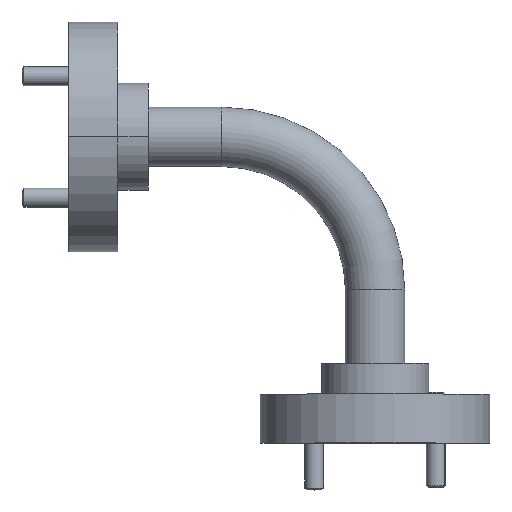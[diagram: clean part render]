
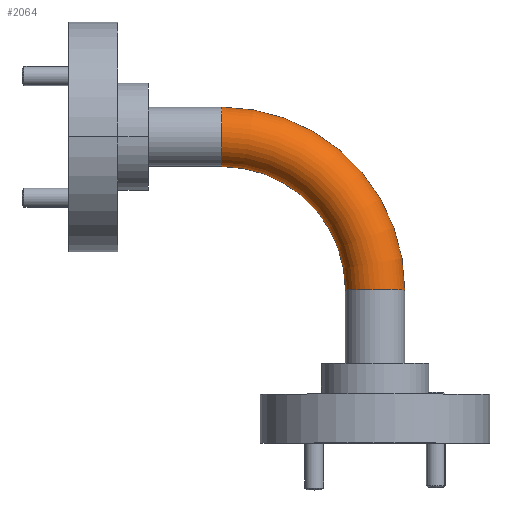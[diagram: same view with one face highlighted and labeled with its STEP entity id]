
A CAD part, top view. The second image highlights one B-rep face of the part: STEP entity #2064.
In plain terms, the highlighted toroidal (fillet/blend) face has major radius 12.7 mm and minor radius 2.464 mm.
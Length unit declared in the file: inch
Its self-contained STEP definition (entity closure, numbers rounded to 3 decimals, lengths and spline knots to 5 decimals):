
#136 = AXIS2_PLACEMENT_3D ( 'NONE', #3576, #2582, #2250 ) ;
#167 = AXIS2_PLACEMENT_3D ( 'NONE', #994, #2645, #1033 ) ;
#208 = AXIS2_PLACEMENT_3D ( 'NONE', #4338, #912, #2926 ) ;
#599 = CARTESIAN_POINT ( 'NONE',  ( -2.11322, 0.64363, 0.6964 ) ) ;
#677 = ORIENTED_EDGE ( 'NONE', *, *, #1863, .F. ) ;
#839 = AXIS2_PLACEMENT_3D ( 'NONE', #1749, #2058, #3861 ) ;
#872 = VERTEX_POINT ( 'NONE', #2037 ) ;
#912 = DIRECTION ( 'NONE',  ( 0., 0., -1. ) ) ;
#994 = CARTESIAN_POINT ( 'NONE',  ( -2.61322, 1.14363, 0.6964 ) ) ;
#1033 = DIRECTION ( 'NONE',  ( 0., 0., 1. ) ) ;
#1265 = CARTESIAN_POINT ( 'NONE',  ( -2.01622, 0.64363, 0.6964 ) ) ;
#1373 = ORIENTED_EDGE ( 'NONE', *, *, #3274, .T. ) ;
#1389 = TOROIDAL_SURFACE ( 'NONE', #839, 0.5, 0.097 ) ;
#1541 = AXIS2_PLACEMENT_3D ( 'NONE', #599, #3952, #2851 ) ;
#1564 = EDGE_CURVE ( 'NONE', #3443, #872, #3924, .T. ) ;
#1749 = CARTESIAN_POINT ( 'NONE',  ( -2.61322, 0.64363, 0.6964 ) ) ;
#1863 = EDGE_CURVE ( 'NONE', #872, #3279, #4314, .T. ) ;
#1878 = EDGE_CURVE ( 'NONE', #2994, #3279, #3528, .T. ) ;
#2037 = CARTESIAN_POINT ( 'NONE',  ( -2.61322, 1.24063, 0.6964 ) ) ;
#2058 = DIRECTION ( 'NONE',  ( 0., 0., -1. ) ) ;
#2064 = ADVANCED_FACE ( 'NONE', ( #3109 ), #1389, .T. ) ;
#2181 = ORIENTED_EDGE ( 'NONE', *, *, #1878, .T. ) ;
#2250 = DIRECTION ( 'NONE',  ( -1., 0., 0. ) ) ;
#2582 = DIRECTION ( 'NONE',  ( 0., 0., -1. ) ) ;
#2645 = DIRECTION ( 'NONE',  ( -1., 0., 0. ) ) ;
#2676 = EDGE_LOOP ( 'NONE', ( #677, #3859, #1373, #2181 ) ) ;
#2848 = CARTESIAN_POINT ( 'NONE',  ( -2.61322, 1.04663, 0.6964 ) ) ;
#2851 = DIRECTION ( 'NONE',  ( 0., 0., 1. ) ) ;
#2926 = DIRECTION ( 'NONE',  ( -1., 0., 0. ) ) ;
#2994 = VERTEX_POINT ( 'NONE', #4072 ) ;
#3109 = FACE_OUTER_BOUND ( 'NONE', #2676, .T. ) ;
#3274 = EDGE_CURVE ( 'NONE', #3443, #2994, #3898, .T. ) ;
#3279 = VERTEX_POINT ( 'NONE', #1265 ) ;
#3443 = VERTEX_POINT ( 'NONE', #2848 ) ;
#3528 = CIRCLE ( 'NONE', #1541, 0.097 ) ;
#3576 = CARTESIAN_POINT ( 'NONE',  ( -2.61322, 0.64363, 0.6964 ) ) ;
#3859 = ORIENTED_EDGE ( 'NONE', *, *, #1564, .F. ) ;
#3861 = DIRECTION ( 'NONE',  ( -1., 0., 0. ) ) ;
#3898 = CIRCLE ( 'NONE', #208, 0.403 ) ;
#3924 = CIRCLE ( 'NONE', #167, 0.097 ) ;
#3952 = DIRECTION ( 'NONE',  ( 0., 1., 0. ) ) ;
#4072 = CARTESIAN_POINT ( 'NONE',  ( -2.21022, 0.64363, 0.6964 ) ) ;
#4314 = CIRCLE ( 'NONE', #136, 0.597 ) ;
#4338 = CARTESIAN_POINT ( 'NONE',  ( -2.61322, 0.64363, 0.6964 ) ) ;
